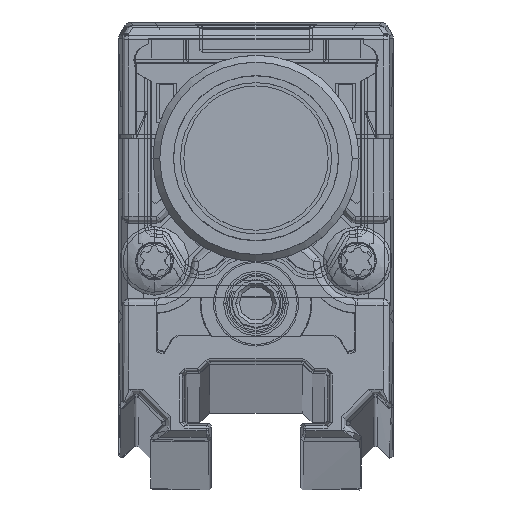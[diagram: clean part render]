
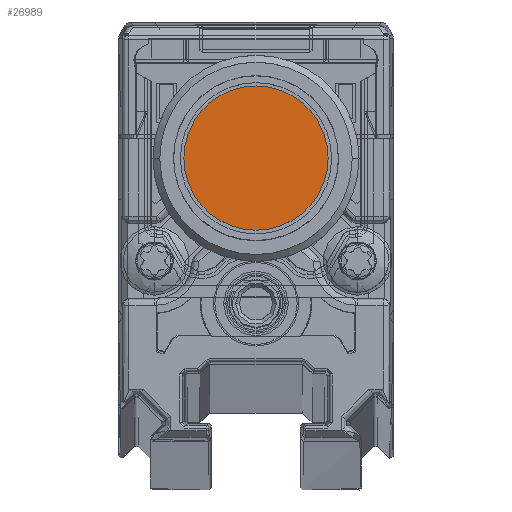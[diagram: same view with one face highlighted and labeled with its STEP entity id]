
A CAD part, top view. The second image highlights one B-rep face of the part: STEP entity #26989.
In plain terms, the highlighted face is planar.
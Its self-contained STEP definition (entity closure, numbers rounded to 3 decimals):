
#26189=CARTESIAN_POINT('',(0.,0.,0.));
#26190=DIRECTION('',(0.,-1.,0.));
#26191=DIRECTION('',(1.,0.,0.));
#26192=AXIS2_PLACEMENT_3D('',#26189,#26190,#26191);
#26194=CARTESIAN_POINT('',(0.,0.,0.));
#26195=DIRECTION('',(0.,-1.,0.));
#26196=DIRECTION('',(-1.,0.,0.));
#26197=AXIS2_PLACEMENT_3D('',#26194,#26195,#26196);
#26295=CARTESIAN_POINT('',(-5.25,0.,0.));
#26296=VERTEX_POINT('',#26295);
#26297=CARTESIAN_POINT('',(5.25,0.,0.));
#26298=VERTEX_POINT('',#26297);
#26980=CARTESIAN_POINT('',(0.,0.,0.));
#26981=DIRECTION('',(0.,-1.,0.));
#26982=DIRECTION('',(1.,0.,0.));
#26983=AXIS2_PLACEMENT_3D('',#26980,#26981,#26982);
#26984=PLANE('',#26983);
#26985=ORIENTED_EDGE('',*,*,#26966,.T.);
#26986=ORIENTED_EDGE('',*,*,#26948,.T.);
#26987=EDGE_LOOP('',(#26985,#26986));
#26988=FACE_OUTER_BOUND('',#26987,.F.);
#26989=ADVANCED_FACE('',(#26988),#26984,.F.);
#26193=CIRCLE('',#26192,5.25);
#26198=CIRCLE('',#26197,5.25);
#26948=EDGE_CURVE('',#26296,#26298,#26198,.T.);
#26966=EDGE_CURVE('',#26298,#26296,#26193,.T.);
